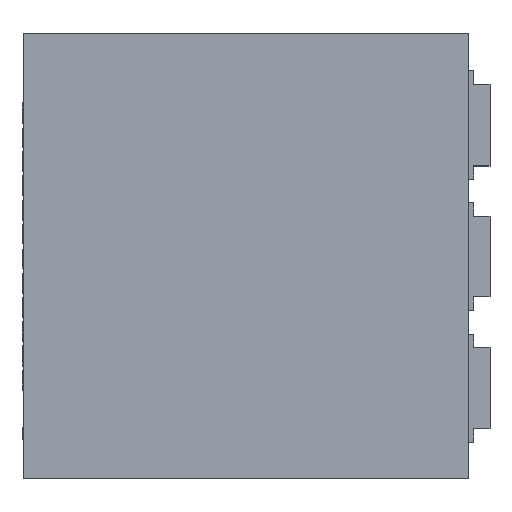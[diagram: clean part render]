
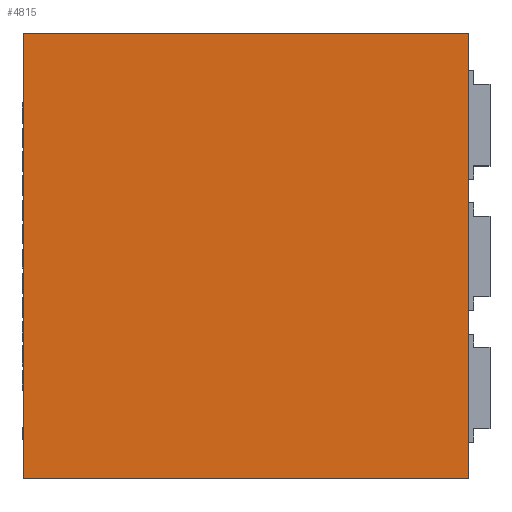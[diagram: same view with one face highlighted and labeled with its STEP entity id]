
A CAD part, top view. The second image highlights one B-rep face of the part: STEP entity #4815.
In plain terms, the highlighted planar face has unit normal (0, 0, 1).
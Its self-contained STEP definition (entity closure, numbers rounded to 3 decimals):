
#1460 = AXIS2_PLACEMENT_3D ( 'NONE', #7385, #8761, #14740 ) ;
#2529 = VECTOR ( 'NONE', #5369, 1000. ) ;
#2558 = VECTOR ( 'NONE', #5850, 1000. ) ;
#2583 = CARTESIAN_POINT ( 'NONE',  ( 0., -220., 0. ) ) ;
#3071 = VECTOR ( 'NONE', #4208, 1000. ) ;
#4208 = DIRECTION ( 'NONE',  ( 0., 1., 0. ) ) ;
#4631 = PLANE ( 'NONE',  #1460 ) ;
#4815 = ADVANCED_FACE ( 'NONE', ( #10981 ), #4631, .T. ) ;
#4850 = VERTEX_POINT ( 'NONE', #16279 ) ;
#5139 = ORIENTED_EDGE ( 'NONE', *, *, #6724, .T. ) ;
#5369 = DIRECTION ( 'NONE',  ( 1., 0., 0. ) ) ;
#5850 = DIRECTION ( 'NONE',  ( -1., 0., 0. ) ) ;
#5883 = ORIENTED_EDGE ( 'NONE', *, *, #12334, .T. ) ;
#6724 = EDGE_CURVE ( 'NONE', #12051, #4850, #7072, .T. ) ;
#7072 = LINE ( 'NONE', #2583, #2529 ) ;
#7172 = ORIENTED_EDGE ( 'NONE', *, *, #14558, .T. ) ;
#7385 = CARTESIAN_POINT ( 'NONE',  ( 0., 0., 0. ) ) ;
#7420 = LINE ( 'NONE', #12960, #3071 ) ;
#8584 = DIRECTION ( 'NONE',  ( 0., -1., 0. ) ) ;
#8622 = EDGE_LOOP ( 'NONE', ( #17192, #5139, #5883, #7172 ) ) ;
#8633 = VERTEX_POINT ( 'NONE', #17320 ) ;
#8662 = CARTESIAN_POINT ( 'NONE',  ( 220., 0., 0. ) ) ;
#8761 = DIRECTION ( 'NONE',  ( 0., 0., 1. ) ) ;
#10033 = CARTESIAN_POINT ( 'NONE',  ( 0., 0., 0. ) ) ;
#10362 = EDGE_CURVE ( 'NONE', #8633, #12051, #15849, .T. ) ;
#10981 = FACE_OUTER_BOUND ( 'NONE', #8622, .T. ) ;
#11995 = VECTOR ( 'NONE', #8584, 1000. ) ;
#12051 = VERTEX_POINT ( 'NONE', #17684 ) ;
#12334 = EDGE_CURVE ( 'NONE', #4850, #15663, #7420, .T. ) ;
#12960 = CARTESIAN_POINT ( 'NONE',  ( 220., 0., 0. ) ) ;
#14558 = EDGE_CURVE ( 'NONE', #15663, #8633, #15930, .T. ) ;
#14740 = DIRECTION ( 'NONE',  ( 1., 0., 0. ) ) ;
#15663 = VERTEX_POINT ( 'NONE', #8662 ) ;
#15849 = LINE ( 'NONE', #10033, #11995 ) ;
#15930 = LINE ( 'NONE', #17443, #2558 ) ;
#16279 = CARTESIAN_POINT ( 'NONE',  ( 220., -220., 0. ) ) ;
#17192 = ORIENTED_EDGE ( 'NONE', *, *, #10362, .T. ) ;
#17320 = CARTESIAN_POINT ( 'NONE',  ( 0., 0., 0. ) ) ;
#17443 = CARTESIAN_POINT ( 'NONE',  ( 0., 0., 0. ) ) ;
#17684 = CARTESIAN_POINT ( 'NONE',  ( 0., -220., 0. ) ) ;
